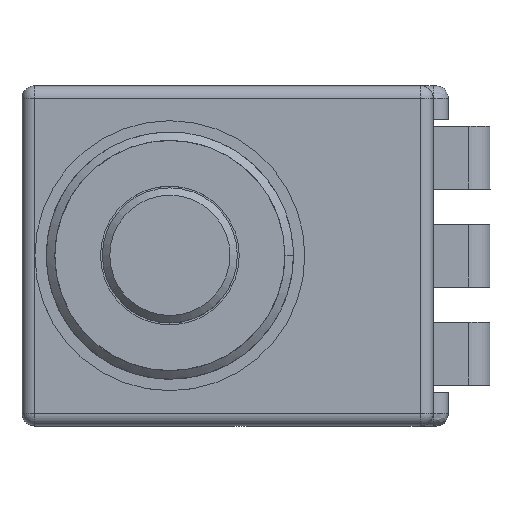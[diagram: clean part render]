
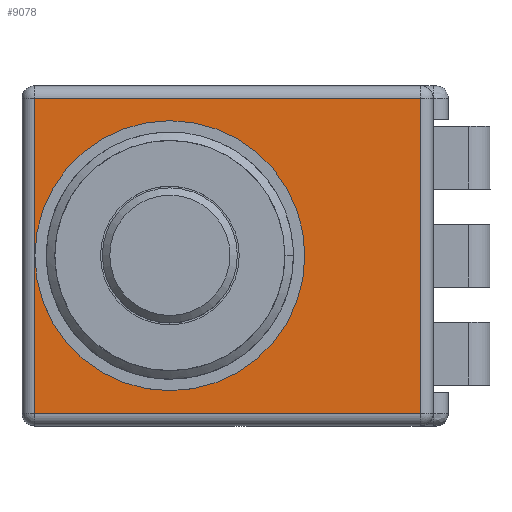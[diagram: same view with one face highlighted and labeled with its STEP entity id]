
A CAD part, top view. The second image highlights one B-rep face of the part: STEP entity #9078.
In plain terms, the highlighted planar face has unit normal (0, 0, 1).
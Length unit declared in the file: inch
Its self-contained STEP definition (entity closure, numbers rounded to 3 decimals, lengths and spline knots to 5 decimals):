
#79=FACE_BOUND('',#1310,.T.);
#392=CIRCLE('',#9750,0.197);
#795=FACE_OUTER_BOUND('',#1309,.T.);
#1309=EDGE_LOOP('',(#7443,#7444,#7445,#7446));
#1310=EDGE_LOOP('',(#7447));
#2284=LINE('',#14993,#3280);
#2285=LINE('',#14998,#3281);
#2287=LINE('',#15006,#3283);
#2288=LINE('',#15010,#3284);
#3280=VECTOR('',#11814,0.3937);
#3281=VECTOR('',#11821,0.3937);
#3283=VECTOR('',#11829,0.3937);
#3284=VECTOR('',#11836,0.3937);
#4117=VERTEX_POINT('',#14989);
#4118=VERTEX_POINT('',#14991);
#4119=VERTEX_POINT('',#14995);
#4120=VERTEX_POINT('',#15000);
#4126=VERTEX_POINT('',#15032);
#5258=EDGE_CURVE('',#4118,#4117,#2284,.T.);
#5261=EDGE_CURVE('',#4117,#4119,#2285,.T.);
#5265=EDGE_CURVE('',#4119,#4120,#2287,.T.);
#5268=EDGE_CURVE('',#4120,#4118,#2288,.T.);
#5279=EDGE_CURVE('',#4126,#4126,#392,.T.);
#7443=ORIENTED_EDGE('',*,*,#5258,.F.);
#7444=ORIENTED_EDGE('',*,*,#5268,.F.);
#7445=ORIENTED_EDGE('',*,*,#5265,.F.);
#7446=ORIENTED_EDGE('',*,*,#5261,.F.);
#7447=ORIENTED_EDGE('',*,*,#5279,.T.);
#8178=PLANE('',#9749);
#9078=ADVANCED_FACE('',(#795,#79),#8178,.T.);
#9749=AXIS2_PLACEMENT_3D('',#15031,#11865,#11866);
#9750=AXIS2_PLACEMENT_3D('',#15033,#11867,#11868);
#11814=DIRECTION('',(0.,-1.,0.));
#11821=DIRECTION('',(-1.,0.,0.));
#11829=DIRECTION('',(0.,1.,0.));
#11836=DIRECTION('',(1.,0.,0.));
#11865=DIRECTION('center_axis',(0.,0.,
1.));
#11866=DIRECTION('ref_axis',(1.,0.,0.));
#11867=DIRECTION('center_axis',(0.,0.,
-1.));
#11868=DIRECTION('ref_axis',(-1.,0.,0.));
#14989=CARTESIAN_POINT('',(6.68853,4.78214,0.));
#14991=CARTESIAN_POINT('',(6.68853,5.29614,0.));
#14993=CARTESIAN_POINT('',(6.68853,4.90064,0.));
#14995=CARTESIAN_POINT('',(6.05853,4.78214,0.));
#14998=CARTESIAN_POINT('',(6.20603,4.78214,0.));
#15000=CARTESIAN_POINT('',(6.05853,5.29614,0.));
#15006=CARTESIAN_POINT('',(6.05853,5.17764,0.));
#15010=CARTESIAN_POINT('',(6.54103,5.29614,0.));
#15031=CARTESIAN_POINT('Origin',(6.37353,5.03914,0.));
#15032=CARTESIAN_POINT('',(6.47653,5.03914,0.));
#15033=CARTESIAN_POINT('Origin',(6.27953,5.03914,0.));
